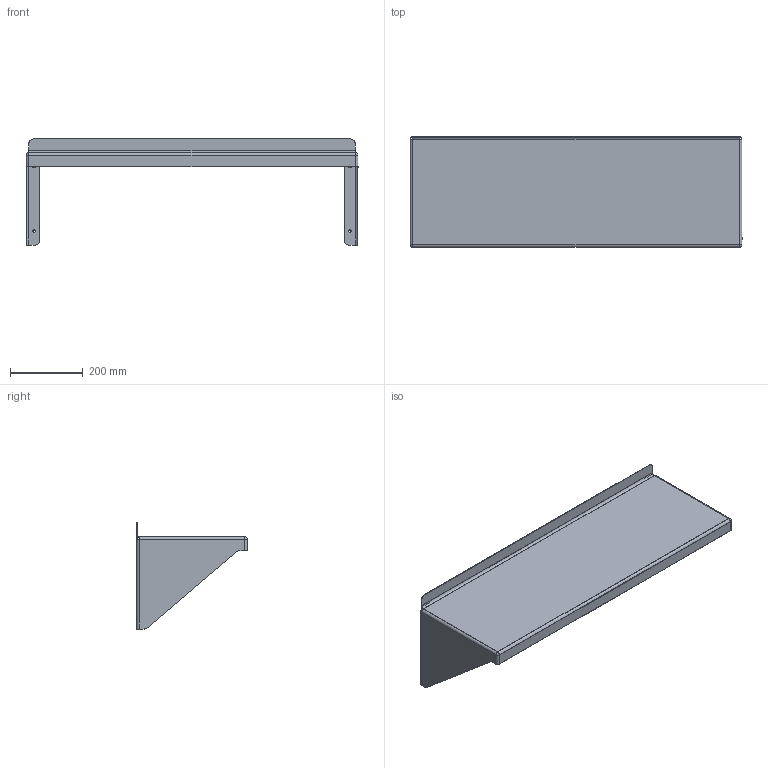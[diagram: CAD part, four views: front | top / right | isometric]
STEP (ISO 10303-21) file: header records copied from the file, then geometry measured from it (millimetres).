
FILE_DESCRIPTION(/* description */ (''),/* implementation_level */ '2;1');
FILE_NAME(/* name */ 'Shelf v8.step',/* time_stamp */ '2025-04-23T17:25:58-04:00',/* author */ (''),/* organization */ (''),/* preprocessor_version */ 'ST-DEVELOPER v20.1',/* originating_system */ 'Autodesk Translation Framework v14.4.0.0',/* authorisation */ '');
FILE_SCHEMA (('AUTOMOTIVE_DESIGN { 1 0 10303 214 3 1 1 }'));
Length unit declared in the file: centimetre
Products named in the file (2): Shelf; Corner Round
Assembly tree (2 placements, depth 2):
  Shelf
    Corner Round  x2
Bounding box: 914.4 x 304.8 x 292.1 mm (x, y, z)
Volume: 541646.2 mm3; surface area: 893107.8 mm2
Topology: 3 solids, 3 shells, 84 faces, 194 edges, 112 vertices
Faces by surface type: plane 52, cylinder 28, sphere 4
Full cylindrical faces by diameter (mm): 6.756 x4
Entity records: 2198 total; most frequent: DIRECTION 393, CARTESIAN_POINT 358, ORIENTED_EDGE 350, EDGE_CURVE 175, AXIS2_PLACEMENT_3D 137, LINE 119, VECTOR 119, VERTEX_POINT 102
